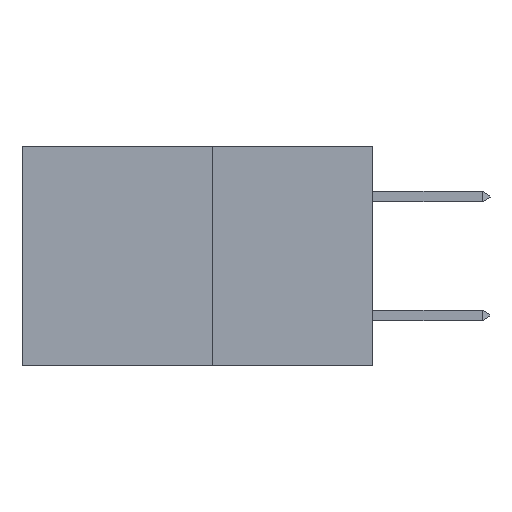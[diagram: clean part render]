
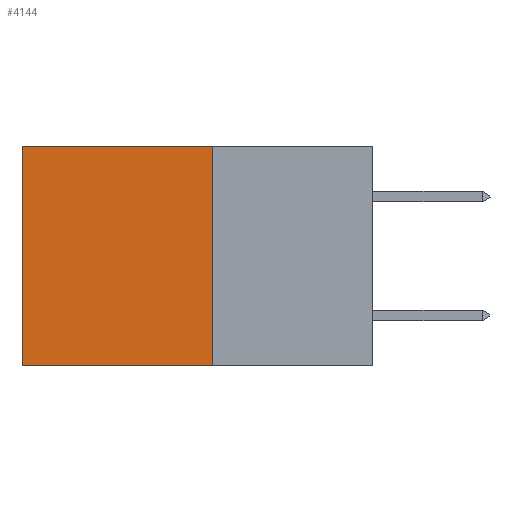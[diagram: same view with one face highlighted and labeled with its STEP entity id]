
A CAD part, left-side view. The second image highlights one B-rep face of the part: STEP entity #4144.
In plain terms, the highlighted planar face has unit normal (-1, 0, 0).
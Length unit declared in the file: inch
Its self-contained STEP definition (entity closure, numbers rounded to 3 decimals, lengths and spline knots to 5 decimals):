
#237 = EDGE_LOOP ( 'NONE', ( #892, #5573, #5844, #6109 ) ) ;
#302 = VERTEX_POINT ( 'NONE', #1336 ) ;
#343 = LINE ( 'NONE', #3178, #4468 ) ;
#432 = DIRECTION ( 'NONE',  ( 0., 0., -1. ) ) ;
#560 = DIRECTION ( 'NONE',  ( 0., 1., 0. ) ) ;
#869 = LINE ( 'NONE', #8065, #7287 ) ;
#892 = ORIENTED_EDGE ( 'NONE', *, *, #7669, .T. ) ;
#1133 = FACE_OUTER_BOUND ( 'NONE', #237, .T. ) ;
#1336 = CARTESIAN_POINT ( 'NONE',  ( 0.277, 0.27, -0.37 ) ) ;
#1960 = DIRECTION ( 'NONE',  ( 0., 0., -1. ) ) ;
#2616 = CARTESIAN_POINT ( 'NONE',  ( 0.277, 0.27, -0.37 ) ) ;
#2808 = EDGE_CURVE ( 'NONE', #5114, #10351, #9599, .T. ) ;
#2817 = VECTOR ( 'NONE', #432, 39.37008 ) ;
#2969 = VECTOR ( 'NONE', #6873, 39.37008 ) ;
#3178 = CARTESIAN_POINT ( 'NONE',  ( 0.277, 0.27, -0.37 ) ) ;
#3317 = EDGE_CURVE ( 'NONE', #302, #4955, #343, .T. ) ;
#3739 = EDGE_CURVE ( 'NONE', #5114, #302, #869, .T. ) ;
#3955 = CARTESIAN_POINT ( 'NONE',  ( 0.277, 0.27, 0. ) ) ;
#4144 = ADVANCED_FACE ( 'NONE', ( #1133 ), #9513, .F. ) ;
#4468 = VECTOR ( 'NONE', #560, 39.37008 ) ;
#4955 = VERTEX_POINT ( 'NONE', #5449 ) ;
#5114 = VERTEX_POINT ( 'NONE', #3955 ) ;
#5269 = DIRECTION ( 'NONE',  ( 0., 0., -1. ) ) ;
#5449 = CARTESIAN_POINT ( 'NONE',  ( 0.277, 0.59, -0.37 ) ) ;
#5573 = ORIENTED_EDGE ( 'NONE', *, *, #3317, .F. ) ;
#5844 = ORIENTED_EDGE ( 'NONE', *, *, #3739, .F. ) ;
#6019 = CARTESIAN_POINT ( 'NONE',  ( 0.277, 0.27, 0. ) ) ;
#6109 = ORIENTED_EDGE ( 'NONE', *, *, #2808, .T. ) ;
#6873 = DIRECTION ( 'NONE',  ( 0., 1., 0. ) ) ;
#7287 = VECTOR ( 'NONE', #1960, 39.37008 ) ;
#7669 = EDGE_CURVE ( 'NONE', #10351, #4955, #10015, .T. ) ;
#8065 = CARTESIAN_POINT ( 'NONE',  ( 0.277, 0.27, -0.37 ) ) ;
#8727 = CARTESIAN_POINT ( 'NONE',  ( 0.277, 0.59, 0. ) ) ;
#9119 = AXIS2_PLACEMENT_3D ( 'NONE', #2616, #10434, #5269 ) ;
#9513 = PLANE ( 'NONE',  #9119 ) ;
#9599 = LINE ( 'NONE', #6019, #2969 ) ;
#10015 = LINE ( 'NONE', #10837, #2817 ) ;
#10351 = VERTEX_POINT ( 'NONE', #8727 ) ;
#10434 = DIRECTION ( 'NONE',  ( 1., 0., 0. ) ) ;
#10837 = CARTESIAN_POINT ( 'NONE',  ( 0.277, 0.59, -0.37 ) ) ;
